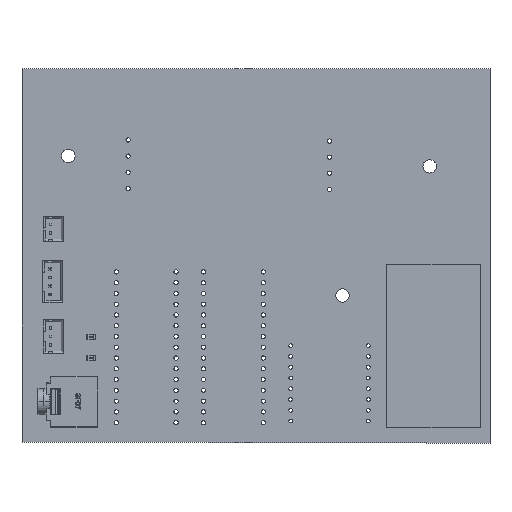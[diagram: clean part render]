
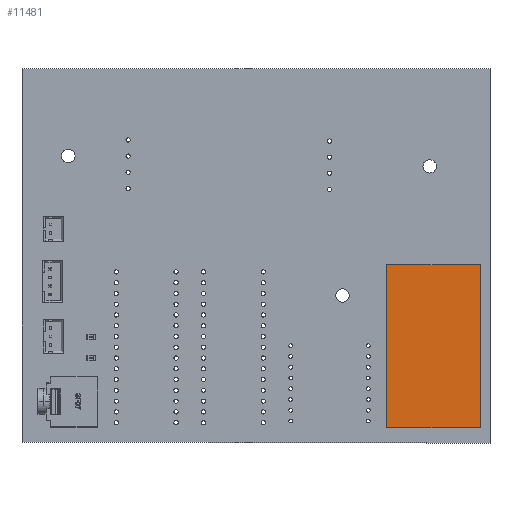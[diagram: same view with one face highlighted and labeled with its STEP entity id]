
A CAD part, top view. The second image highlights one B-rep face of the part: STEP entity #11481.
In plain terms, the highlighted planar face has unit normal (0, 0, 1).
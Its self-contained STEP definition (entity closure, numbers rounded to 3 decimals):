
#11352 = VERTEX_POINT('',#11353);
#11353 = CARTESIAN_POINT('',(11.035,19.175,1.8));
#11359 = EDGE_CURVE('',#11352,#11360,#11362,.T.);
#11360 = VERTEX_POINT('',#11361);
#11361 = CARTESIAN_POINT('',(11.035,-19.175,1.8));
#11362 = LINE('',#11363,#11364);
#11363 = CARTESIAN_POINT('',(11.035,19.175,1.8));
#11364 = VECTOR('',#11365,1.);
#11365 = DIRECTION('',(0.,-1.,0.));
#11390 = EDGE_CURVE('',#11360,#11391,#11393,.T.);
#11391 = VERTEX_POINT('',#11392);
#11392 = CARTESIAN_POINT('',(-11.035,-19.175,1.8));
#11393 = LINE('',#11394,#11395);
#11394 = CARTESIAN_POINT('',(11.035,-19.175,1.8));
#11395 = VECTOR('',#11396,1.);
#11396 = DIRECTION('',(-1.,0.,0.));
#11421 = EDGE_CURVE('',#11391,#11422,#11424,.T.);
#11422 = VERTEX_POINT('',#11423);
#11423 = CARTESIAN_POINT('',(-11.035,19.175,1.8));
#11424 = LINE('',#11425,#11426);
#11425 = CARTESIAN_POINT('',(-11.035,-19.175,1.8));
#11426 = VECTOR('',#11427,1.);
#11427 = DIRECTION('',(0.,1.,0.));
#11452 = EDGE_CURVE('',#11422,#11352,#11453,.T.);
#11453 = LINE('',#11454,#11455);
#11454 = CARTESIAN_POINT('',(-11.035,19.175,1.8));
#11455 = VECTOR('',#11456,1.);
#11456 = DIRECTION('',(1.,0.,0.));
#11481 = ADVANCED_FACE('',(#11482),#11488,.T.);
#11482 = FACE_BOUND('',#11483,.F.);
#11483 = EDGE_LOOP('',(#11484,#11485,#11486,#11487));
#11484 = ORIENTED_EDGE('',*,*,#11359,.T.);
#11485 = ORIENTED_EDGE('',*,*,#11390,.T.);
#11486 = ORIENTED_EDGE('',*,*,#11421,.T.);
#11487 = ORIENTED_EDGE('',*,*,#11452,.T.);
#11488 = PLANE('',#11489);
#11489 = AXIS2_PLACEMENT_3D('',#11490,#11491,#11492);
#11490 = CARTESIAN_POINT('',(11.035,19.175,1.8));
#11491 = DIRECTION('',(0.,0.,1.));
#11492 = DIRECTION('',(1.,0.,0.));
